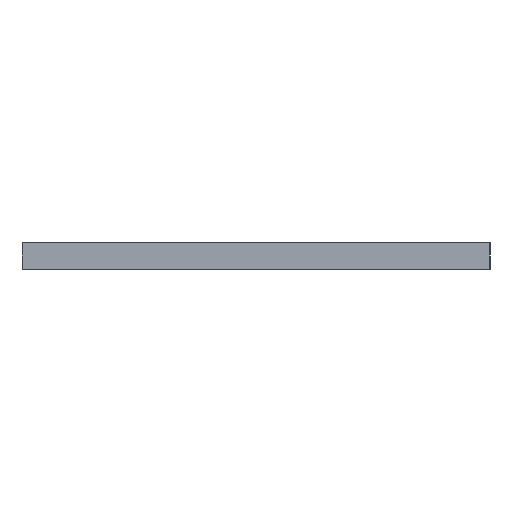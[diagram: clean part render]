
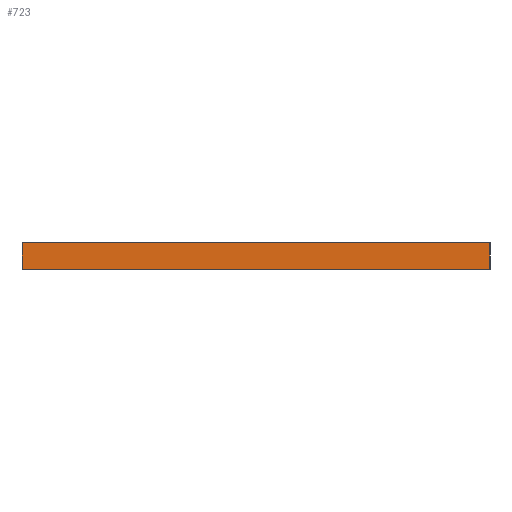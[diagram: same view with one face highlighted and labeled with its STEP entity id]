
A CAD part, left-side view. The second image highlights one B-rep face of the part: STEP entity #723.
In plain terms, the highlighted planar face has unit normal (-1, 0, 0).
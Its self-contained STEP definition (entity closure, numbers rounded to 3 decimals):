
#161=FACE_OUTER_BOUND('',#195,.T.);
#195=EDGE_LOOP('',(#531,#532,#533,#534));
#285=LINE('',#1096,#325);
#290=LINE('',#1106,#330);
#291=LINE('',#1108,#331);
#292=LINE('',#1109,#332);
#325=VECTOR('',#869,1.);
#330=VECTOR('',#878,1.);
#331=VECTOR('',#879,1.);
#332=VECTOR('',#880,1.);
#365=VERTEX_POINT('',#1093);
#366=VERTEX_POINT('',#1095);
#369=VERTEX_POINT('',#1105);
#370=VERTEX_POINT('',#1107);
#429=EDGE_CURVE('',#366,#365,#285,.T.);
#434=EDGE_CURVE('',#365,#369,#290,.T.);
#435=EDGE_CURVE('',#370,#369,#291,.T.);
#436=EDGE_CURVE('',#366,#370,#292,.T.);
#531=ORIENTED_EDGE('',*,*,#429,.T.);
#532=ORIENTED_EDGE('',*,*,#434,.T.);
#533=ORIENTED_EDGE('',*,*,#435,.F.);
#534=ORIENTED_EDGE('',*,*,#436,.F.);
#717=PLANE('',#772);
#723=ADVANCED_FACE('',(#161),#717,.T.);
#772=AXIS2_PLACEMENT_3D('',#1104,#876,#877);
#869=DIRECTION('',(0.,0.,1.));
#876=DIRECTION('center_axis',(-1.,0.,0.));
#877=DIRECTION('ref_axis',(0.,1.,0.));
#878=DIRECTION('',(0.,1.,0.));
#879=DIRECTION('',(0.,0.,1.));
#880=DIRECTION('',(0.,1.,0.));
#1093=CARTESIAN_POINT('',(130.721,-118.974,1.6));
#1095=CARTESIAN_POINT('',(130.721,-118.974,0.));
#1096=CARTESIAN_POINT('',(130.721,-118.974,0.));
#1104=CARTESIAN_POINT('Origin',(130.721,-118.974,0.));
#1105=CARTESIAN_POINT('',(130.721,-91.034,1.6));
#1106=CARTESIAN_POINT('',(130.721,-118.974,1.6));
#1107=CARTESIAN_POINT('',(130.721,-91.034,0.));
#1108=CARTESIAN_POINT('',(130.721,-91.034,0.));
#1109=CARTESIAN_POINT('',(130.721,-118.974,0.));
